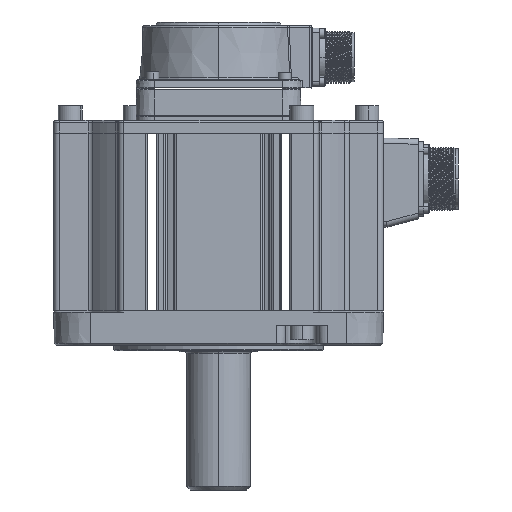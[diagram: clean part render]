
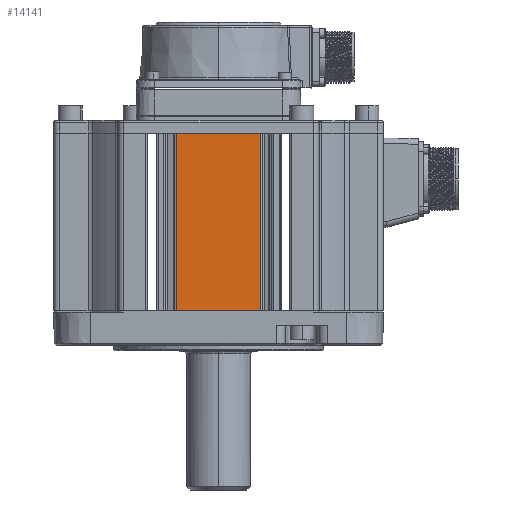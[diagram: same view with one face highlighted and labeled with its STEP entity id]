
A CAD part, left-side view. The second image highlights one B-rep face of the part: STEP entity #14141.
In plain terms, the highlighted planar face has unit normal (-1, 0, 0).
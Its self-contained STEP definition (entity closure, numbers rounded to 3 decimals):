
#2177 = LINE ( 'NONE', #19720, #57182 ) ;
#2303 = DIRECTION ( 'NONE',  ( -1., 0., 0. ) ) ;
#4430 = ORIENTED_EDGE ( 'NONE', *, *, #9792, .F. ) ;
#5022 = EDGE_CURVE ( 'NONE', #52568, #53490, #2177, .T. ) ;
#5559 = ORIENTED_EDGE ( 'NONE', *, *, #55676, .T. ) ;
#6030 = VECTOR ( 'NONE', #46023, 1000. ) ;
#9792 = EDGE_CURVE ( 'NONE', #35364, #49023, #12189, .T. ) ;
#12189 = LINE ( 'NONE', #36161, #29930 ) ;
#14141 = ADVANCED_FACE ( 'NONE', ( #21359 ), #26586, .T. ) ;
#17491 = CARTESIAN_POINT ( 'NONE',  ( -90., -23.051, -96.8 ) ) ;
#19720 = CARTESIAN_POINT ( 'NONE',  ( -90., -24., -96.8 ) ) ;
#21202 = CARTESIAN_POINT ( 'NONE',  ( -90., 23., 0. ) ) ;
#21359 = FACE_OUTER_BOUND ( 'NONE', #22574, .T. ) ;
#22574 = EDGE_LOOP ( 'NONE', ( #36375, #5559, #4430, #35876 ) ) ;
#26586 = PLANE ( 'NONE',  #35541 ) ;
#29266 = DIRECTION ( 'NONE',  ( 0., -1., 0. ) ) ;
#29930 = VECTOR ( 'NONE', #31255, 1000. ) ;
#31255 = DIRECTION ( 'NONE',  ( 0., -1., 0. ) ) ;
#31511 = DIRECTION ( 'NONE',  ( 0., 0., 1. ) ) ;
#32339 = VECTOR ( 'NONE', #40538, 1000. ) ;
#33887 = EDGE_CURVE ( 'NONE', #35364, #52568, #36251, .T. ) ;
#35364 = VERTEX_POINT ( 'NONE', #21202 ) ;
#35541 = AXIS2_PLACEMENT_3D ( 'NONE', #54847, #2303, #31511 ) ;
#35872 = LINE ( 'NONE', #58901, #6030 ) ;
#35876 = ORIENTED_EDGE ( 'NONE', *, *, #33887, .T. ) ;
#36161 = CARTESIAN_POINT ( 'NONE',  ( -90., -24., 0. ) ) ;
#36251 = LINE ( 'NONE', #54979, #32339 ) ;
#36375 = ORIENTED_EDGE ( 'NONE', *, *, #5022, .T. ) ;
#36681 = CARTESIAN_POINT ( 'NONE',  ( -90., 23., -96.8 ) ) ;
#40538 = DIRECTION ( 'NONE',  ( 0., 0., -1. ) ) ;
#46023 = DIRECTION ( 'NONE',  ( 0., 0., 1. ) ) ;
#49023 = VERTEX_POINT ( 'NONE', #58215 ) ;
#52568 = VERTEX_POINT ( 'NONE', #36681 ) ;
#53490 = VERTEX_POINT ( 'NONE', #17491 ) ;
#54847 = CARTESIAN_POINT ( 'NONE',  ( -90., -24., -96.8 ) ) ;
#54979 = CARTESIAN_POINT ( 'NONE',  ( -90., 23., -96.8 ) ) ;
#55676 = EDGE_CURVE ( 'NONE', #53490, #49023, #35872, .T. ) ;
#57182 = VECTOR ( 'NONE', #29266, 1000. ) ;
#58215 = CARTESIAN_POINT ( 'NONE',  ( -90., -23.051, 0. ) ) ;
#58901 = CARTESIAN_POINT ( 'NONE',  ( -90., -23.051, -96.8 ) ) ;
